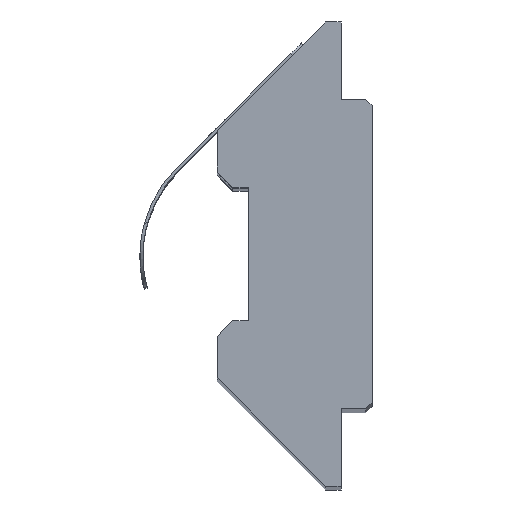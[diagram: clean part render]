
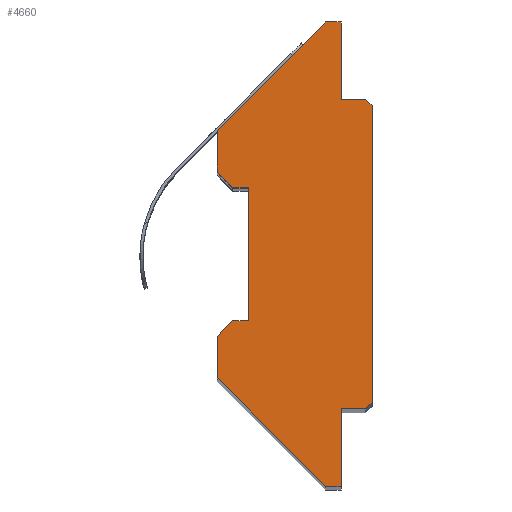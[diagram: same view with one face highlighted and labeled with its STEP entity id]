
A CAD part, top view. The second image highlights one B-rep face of the part: STEP entity #4660.
In plain terms, the highlighted face is planar.
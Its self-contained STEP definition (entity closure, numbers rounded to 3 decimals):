
#1580=CARTESIAN_POINT('',(40.,-4.8,-4.));
#1590=VERTEX_POINT('',#1580);
#1670=CARTESIAN_POINT('',(40.,-5.,-3.8));
#1680=VERTEX_POINT('',#1670);
#1710=CARTESIAN_POINT('',(40.,0.,-8.8));
#1720=DIRECTION('',(0.,-0.707,0.707));
#1730=VECTOR('',#1720,1.);
#1740=LINE('',#1710,#1730);
#1750=EDGE_CURVE('',#1590,#1680,#1740,.T.);
#1850=CARTESIAN_POINT('',(40.,-7.5,0.));
#1860=DIRECTION('',(0.,0.,-1.));
#1870=VECTOR('',#1860,1.);
#1880=LINE('',#1850,#1870);
#1890=CARTESIAN_POINT('',(40.,-7.5,-2.5));
#1900=VERTEX_POINT('',#1890);
#1910=CARTESIAN_POINT('',(40.,-7.5,-3.));
#1920=VERTEX_POINT('',#1910);
#1930=EDGE_CURVE('',#1900,#1920,#1880,.T.);
#2210=CARTESIAN_POINT('',(40.,7.5,-3.));
#2220=VERTEX_POINT('',#2210);
#2250=CARTESIAN_POINT('',(40.,7.5,0.));
#2260=DIRECTION('',(0.,0.,1.));
#2270=VECTOR('',#2260,1.);
#2280=LINE('',#2250,#2270);
#2290=CARTESIAN_POINT('',(40.,7.5,-2.5));
#2300=VERTEX_POINT('',#2290);
#2310=EDGE_CURVE('',#2220,#2300,#2280,.T.);
#2470=CARTESIAN_POINT('',(40.,0.,5.));
#2480=DIRECTION('',(0.,0.707,0.707));
#2490=VECTOR('',#2480,1.);
#2500=LINE('',#2470,#2490);
#2510=CARTESIAN_POINT('',(40.,-4.,1.));
#2520=VERTEX_POINT('',#2510);
#2530=EDGE_CURVE('',#1900,#2520,#2500,.T.);
#2710=CARTESIAN_POINT('',(40.,0.,5.));
#2720=DIRECTION('',(0.,0.707,-0.707));
#2730=VECTOR('',#2720,1.);
#2740=LINE('',#2710,#2730);
#2750=CARTESIAN_POINT('',(40.,4.,1.));
#2760=VERTEX_POINT('',#2750);
#2770=EDGE_CURVE('',#2760,#2300,#2740,.T.);
#2950=CARTESIAN_POINT('',(40.,0.,-8.8));
#2960=DIRECTION('',(0.,-0.707,-0.707));
#2970=VECTOR('',#2960,1.);
#2980=LINE('',#2950,#2970);
#2990=CARTESIAN_POINT('',(40.,5.,-3.8));
#3000=VERTEX_POINT('',#2990);
#3010=CARTESIAN_POINT('',(40.,4.8,-4.));
#3020=VERTEX_POINT('',#3010);
#3030=EDGE_CURVE('',#3000,#3020,#2980,.T.);
#3310=CARTESIAN_POINT('',(40.,-5.,-3.));
#3320=VERTEX_POINT('',#3310);
#3350=CARTESIAN_POINT('',(40.,-5.,0.));
#3360=DIRECTION('',(0.,0.,-1.));
#3370=VECTOR('',#3360,1.);
#3380=LINE('',#3350,#3370);
#3390=EDGE_CURVE('',#3320,#1680,#3380,.T.);
#3500=CARTESIAN_POINT('',(40.,-2.15,0.));
#3510=DIRECTION('',(0.,0.,-1.));
#3520=VECTOR('',#3510,1.);
#3530=LINE('',#3500,#3520);
#3540=CARTESIAN_POINT('',(40.,-2.15,0.5));
#3550=VERTEX_POINT('',#3540);
#3560=CARTESIAN_POINT('',(40.,-2.15,0.));
#3570=VERTEX_POINT('',#3560);
#3580=EDGE_CURVE('',#3550,#3570,#3530,.T.);
#3850=CARTESIAN_POINT('',(40.,-39.9,-0.516));
#3860=DIRECTION('',(1.,-0.,0.));
#3870=DIRECTION('',(0.,0.,-1.));
#3880=AXIS2_PLACEMENT_3D('',#3850,#3860,#3870);
#3890=PLANE('',#3880);
#3900=CARTESIAN_POINT('',(40.,0.,-4.));
#3910=DIRECTION('',(0.,1.,0.));
#3920=VECTOR('',#3910,1.);
#3930=LINE('',#3900,#3920);
#3940=EDGE_CURVE('',#1590,#3020,#3930,.T.);
#3950=ORIENTED_EDGE('',*,*,#3940,.T.);
#3960=ORIENTED_EDGE('',*,*,#1750,.F.);
#3970=ORIENTED_EDGE('',*,*,#3390,.T.);
#3980=CARTESIAN_POINT('',(40.,0.,-3.));
#3990=DIRECTION('',(0.,1.,0.));
#4000=VECTOR('',#3990,1.);
#4010=LINE('',#3980,#4000);
#4020=EDGE_CURVE('',#1920,#3320,#4010,.T.);
#4030=ORIENTED_EDGE('',*,*,#4020,.T.);
#4040=ORIENTED_EDGE('',*,*,#1930,.T.);
#4050=ORIENTED_EDGE('',*,*,#2530,.F.);
#4060=CARTESIAN_POINT('',(40.,0.,1.));
#4070=DIRECTION('',(0.,-1.,0.));
#4080=VECTOR('',#4070,1.);
#4090=LINE('',#4060,#4080);
#4100=CARTESIAN_POINT('',(40.,-2.65,1.));
#4110=VERTEX_POINT('',#4100);
#4120=EDGE_CURVE('',#4110,#2520,#4090,.T.);
#4130=ORIENTED_EDGE('',*,*,#4120,.T.);
#4140=CARTESIAN_POINT('',(40.,0.,-1.65));
#4150=DIRECTION('',(0.,-0.707,0.707));
#4160=VECTOR('',#4150,1.);
#4170=LINE('',#4140,#4160);
#4180=EDGE_CURVE('',#3550,#4110,#4170,.T.);
#4190=ORIENTED_EDGE('',*,*,#4180,.T.);
#4200=ORIENTED_EDGE('',*,*,#3580,.F.);
#4210=CARTESIAN_POINT('',(40.,0.,0.));
#4220=DIRECTION('',(0.,1.,0.));
#4230=VECTOR('',#4220,1.);
#4240=LINE('',#4210,#4230);
#4250=CARTESIAN_POINT('',(40.,2.15,0.));
#4260=VERTEX_POINT('',#4250);
#4270=EDGE_CURVE('',#3570,#4260,#4240,.T.);
#4280=ORIENTED_EDGE('',*,*,#4270,.F.);
#4290=CARTESIAN_POINT('',(40.,2.15,0.));
#4300=DIRECTION('',(0.,0.,1.));
#4310=VECTOR('',#4300,1.);
#4320=LINE('',#4290,#4310);
#4330=CARTESIAN_POINT('',(40.,2.15,0.5));
#4340=VERTEX_POINT('',#4330);
#4350=EDGE_CURVE('',#4260,#4340,#4320,.T.);
#4360=ORIENTED_EDGE('',*,*,#4350,.F.);
#4370=CARTESIAN_POINT('',(40.,0.,-1.65));
#4380=DIRECTION('',(0.,0.707,0.707));
#4390=VECTOR('',#4380,1.);
#4400=LINE('',#4370,#4390);
#4410=CARTESIAN_POINT('',(40.,2.65,1.));
#4420=VERTEX_POINT('',#4410);
#4430=EDGE_CURVE('',#4340,#4420,#4400,.T.);
#4440=ORIENTED_EDGE('',*,*,#4430,.F.);
#4450=EDGE_CURVE('',#2760,#4420,#4090,.T.);
#4460=ORIENTED_EDGE('',*,*,#4450,.T.);
#4470=ORIENTED_EDGE('',*,*,#2770,.F.);
#4480=ORIENTED_EDGE('',*,*,#2310,.T.);
#4490=CARTESIAN_POINT('',(40.,0.,-3.));
#4500=DIRECTION('',(0.,1.,0.));
#4510=VECTOR('',#4500,1.);
#4520=LINE('',#4490,#4510);
#4530=CARTESIAN_POINT('',(40.,5.,-3.));
#4540=VERTEX_POINT('',#4530);
#4550=EDGE_CURVE('',#4540,#2220,#4520,.T.);
#4560=ORIENTED_EDGE('',*,*,#4550,.T.);
#4570=CARTESIAN_POINT('',(40.,5.,0.));
#4580=DIRECTION('',(0.,0.,1.));
#4590=VECTOR('',#4580,1.);
#4600=LINE('',#4570,#4590);
#4610=EDGE_CURVE('',#3000,#4540,#4600,.T.);
#4620=ORIENTED_EDGE('',*,*,#4610,.T.);
#4630=ORIENTED_EDGE('',*,*,#3030,.F.);
#4640=EDGE_LOOP('',(#4630,#4620,#4560,#4480,#4470,#4460,#4440,#4360,
#4280,#4200,#4190,#4130,#4050,#4040,#4030,#3970,#3960,#3950));
#4650=FACE_OUTER_BOUND('',#4640,.T.);
#4660=ADVANCED_FACE('',(#4650),#3890,.T.);
